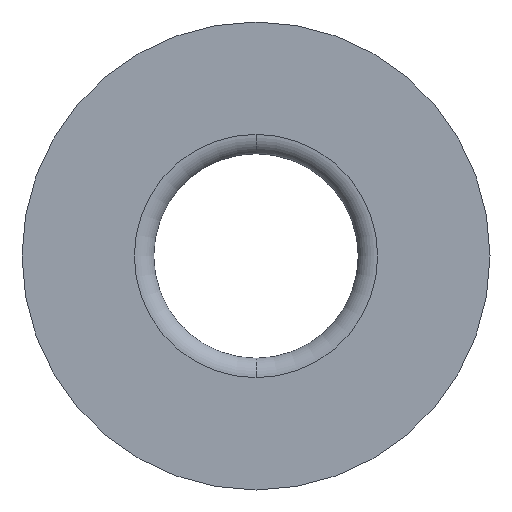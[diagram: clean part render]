
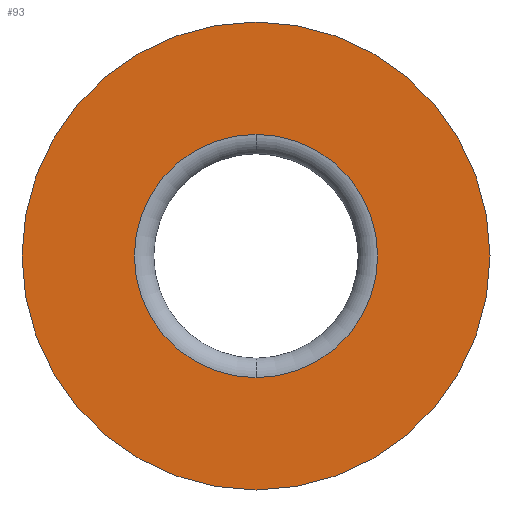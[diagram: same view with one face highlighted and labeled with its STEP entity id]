
A CAD part, front view. The second image highlights one B-rep face of the part: STEP entity #93.
In plain terms, the highlighted planar face has unit normal (0, -1, 0).
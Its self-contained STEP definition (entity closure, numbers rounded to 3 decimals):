
#1 = VERTEX_POINT ( 'NONE', #213 ) ;
#10 = ORIENTED_EDGE ( 'NONE', *, *, #258, .T. ) ;
#13 = VERTEX_POINT ( 'NONE', #377 ) ;
#22 = DIRECTION ( 'NONE',  ( 0., 1., 0. ) ) ;
#26 = PLANE ( 'NONE',  #251 ) ;
#36 = EDGE_LOOP ( 'NONE', ( #108, #10 ) ) ;
#40 = CIRCLE ( 'NONE', #288, 34. ) ;
#51 = EDGE_CURVE ( 'NONE', #13, #1, #176, .T. ) ;
#59 = CARTESIAN_POINT ( 'NONE',  ( 0., 0., 0. ) ) ;
#86 = DIRECTION ( 'NONE',  ( 0., 0., 1. ) ) ;
#93 = ADVANCED_FACE ( 'NONE', ( #353, #123 ), #26, .T. ) ;
#105 = CIRCLE ( 'NONE', #402, 17.678 ) ;
#108 = ORIENTED_EDGE ( 'NONE', *, *, #219, .T. ) ;
#109 = DIRECTION ( 'NONE',  ( 0., 0., 1. ) ) ;
#121 = VERTEX_POINT ( 'NONE', #427 ) ;
#123 = FACE_OUTER_BOUND ( 'NONE', #167, .T. ) ;
#167 = EDGE_LOOP ( 'NONE', ( #241, #197 ) ) ;
#176 = CIRCLE ( 'NONE', #290, 34. ) ;
#193 = DIRECTION ( 'NONE',  ( 0., 1., 0. ) ) ;
#197 = ORIENTED_EDGE ( 'NONE', *, *, #342, .F. ) ;
#198 = DIRECTION ( 'NONE',  ( 0., 1., 0. ) ) ;
#213 = CARTESIAN_POINT ( 'NONE',  ( 0., 0., -34. ) ) ;
#219 = EDGE_CURVE ( 'NONE', #301, #121, #105, .T. ) ;
#221 = CARTESIAN_POINT ( 'NONE',  ( -34., 0., 0. ) ) ;
#241 = ORIENTED_EDGE ( 'NONE', *, *, #51, .F. ) ;
#251 = AXIS2_PLACEMENT_3D ( 'NONE', #221, #329, #292 ) ;
#258 = EDGE_CURVE ( 'NONE', #121, #301, #360, .T. ) ;
#288 = AXIS2_PLACEMENT_3D ( 'NONE', #59, #193, #331 ) ;
#290 = AXIS2_PLACEMENT_3D ( 'NONE', #312, #384, #86 ) ;
#292 = DIRECTION ( 'NONE',  ( 0., 0., -1. ) ) ;
#300 = CARTESIAN_POINT ( 'NONE',  ( 0., 0., 0. ) ) ;
#301 = VERTEX_POINT ( 'NONE', #365 ) ;
#312 = CARTESIAN_POINT ( 'NONE',  ( 0., 0., 0. ) ) ;
#324 = DIRECTION ( 'NONE',  ( 0., 0., 1. ) ) ;
#326 = CARTESIAN_POINT ( 'NONE',  ( 0., 0., 0. ) ) ;
#329 = DIRECTION ( 'NONE',  ( 0., -1., 0. ) ) ;
#331 = DIRECTION ( 'NONE',  ( 0., 0., 1. ) ) ;
#342 = EDGE_CURVE ( 'NONE', #1, #13, #40, .T. ) ;
#353 = FACE_BOUND ( 'NONE', #36, .T. ) ;
#360 = CIRCLE ( 'NONE', #421, 17.678 ) ;
#365 = CARTESIAN_POINT ( 'NONE',  ( 0., 0., 17.678 ) ) ;
#377 = CARTESIAN_POINT ( 'NONE',  ( 0., 0., 34. ) ) ;
#384 = DIRECTION ( 'NONE',  ( 0., 1., 0. ) ) ;
#402 = AXIS2_PLACEMENT_3D ( 'NONE', #326, #22, #324 ) ;
#421 = AXIS2_PLACEMENT_3D ( 'NONE', #300, #198, #109 ) ;
#427 = CARTESIAN_POINT ( 'NONE',  ( 0., 0., -17.678 ) ) ;
